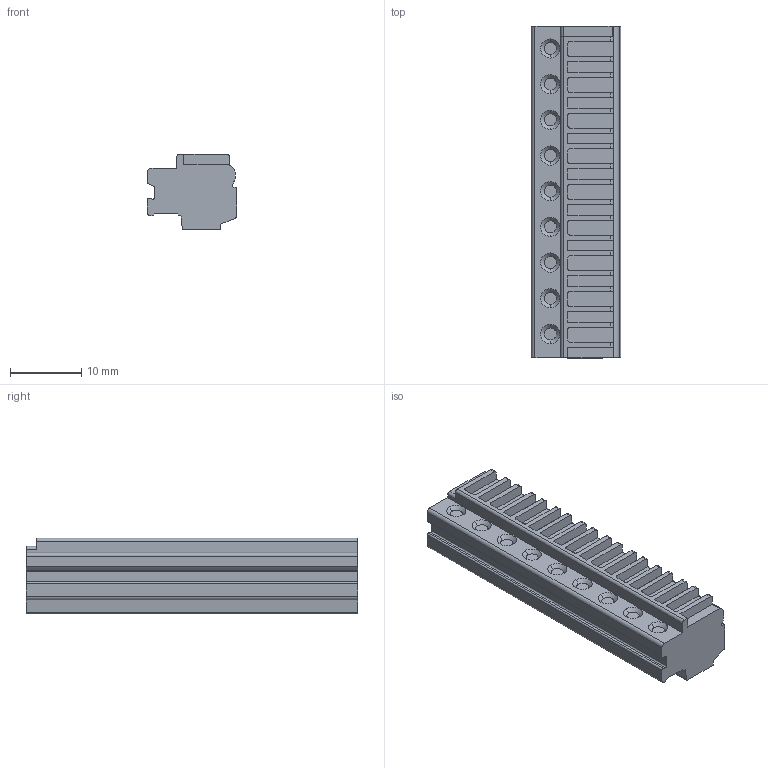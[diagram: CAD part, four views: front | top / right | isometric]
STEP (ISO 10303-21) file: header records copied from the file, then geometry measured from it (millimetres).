
FILE_DESCRIPTION((''),'2;1');
FILE_NAME('ASFD','2024-10-16T10:56:23',('tluser'),(''),'CREO PARAMETRIC BY PTC INC, 2018100','CREO PARAMETRIC BY PTC INC, 2018100','');
FILE_SCHEMA(('CONFIG_CONTROL_DESIGN'));
Length unit declared in the file: millimetre
Products named in the file (1): ASFD
Bounding box: 12.5 x 46.5 x 10.6 mm (x, y, z)
Volume: 4505.5 mm3; surface area: 2808.8 mm2
Topology: 1 solids, 1 shells, 369 faces, 993 edges, 662 vertices
Faces by surface type: plane 214, cylinder 119, cone 36
Entity records: 11808 total; most frequent: CARTESIAN_POINT 2303, ORIENTED_EDGE 1986, DIRECTION 1969, EDGE_CURVE 993, VERTEX_POINT 662, AXIS2_PLACEMENT_3D 661, VECTOR 647, LINE 647
